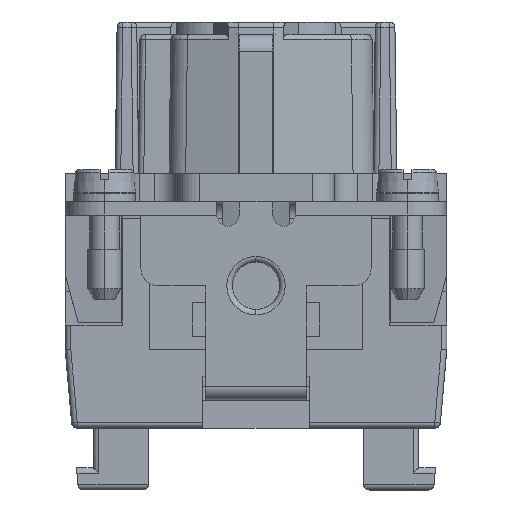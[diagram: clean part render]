
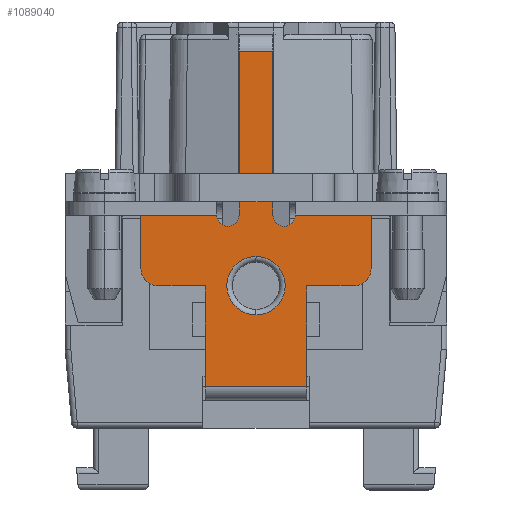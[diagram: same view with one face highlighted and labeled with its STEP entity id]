
A CAD part, left-side view. The second image highlights one B-rep face of the part: STEP entity #1089040.
In plain terms, the highlighted face is planar.
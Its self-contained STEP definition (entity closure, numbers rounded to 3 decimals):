
#46720=CARTESIAN_POINT('',(-21.146,24.176,
-2.4));
#46730=VERTEX_POINT('',#46720);
#46760=CARTESIAN_POINT('',(-21.146,24.176,
20.6));
#46770=DIRECTION('',(0.,0.,-1.));
#46780=VECTOR('',#46770,1.);
#46790=LINE('',#46760,#46780);
#46800=CARTESIAN_POINT('',(-21.146,24.176,
-3.9));
#46810=VERTEX_POINT('',#46800);
#46820=EDGE_CURVE('',#46730,#46810,#46790,.T.);
#47000=CARTESIAN_POINT('',(-21.146,24.176,
-6.9));
#47010=VERTEX_POINT('',#47000);
#47040=CARTESIAN_POINT('',(-21.146,24.176,
-11.4));
#47050=VERTEX_POINT('',#47040);
#47060=EDGE_CURVE('',#47010,#47050,#46790,.T.);
#156750=CARTESIAN_POINT('',(-21.146,33.176,
-11.4));
#156760=VERTEX_POINT('',#156750);
#156790=CARTESIAN_POINT('',(-21.146,33.176,
20.6));
#156800=DIRECTION('',(0.,0.,1.));
#156810=VECTOR('',#156800,1.);
#156820=LINE('',#156790,#156810);
#156830=CARTESIAN_POINT('',(-21.146,33.176,
-6.9));
#156840=VERTEX_POINT('',#156830);
#156850=EDGE_CURVE('',#156760,#156840,#156820,.T.);
#157070=CARTESIAN_POINT('',(-21.146,33.176,
-3.9));
#157080=VERTEX_POINT('',#157070);
#157110=CARTESIAN_POINT('',(-21.146,33.176,
-2.4));
#157120=VERTEX_POINT('',#157110);
#157130=EDGE_CURVE('',#157080,#157120,#156820,.T.);
#1086470=CARTESIAN_POINT('',(-21.146,37.426,
-2.4));
#1086480=VERTEX_POINT('',#1086470);
#1086530=CARTESIAN_POINT('',(-21.146,72.675,
-2.4));
#1086540=DIRECTION('',(0.,-1.,0.));
#1086550=VECTOR('',#1086540,1.);
#1086560=LINE('',#1086530,#1086550);
#1086570=EDGE_CURVE('',#1086480,#157120,#1086560,.T.);
#1086780=CARTESIAN_POINT('',(-21.146,38.926,
-0.9));
#1086790=VERTEX_POINT('',#1086780);
#1086850=CARTESIAN_POINT('',(-21.146,37.426,
-0.9));
#1086860=DIRECTION('',(-1.,0.,0.));
#1086870=DIRECTION('',(0.,1.,0.));
#1086880=AXIS2_PLACEMENT_3D('',#1086850,#1086860,#1086870);
#1086890=CIRCLE('',#1086880,1.5);
#1086900=EDGE_CURVE('',#1086790,#1086480,#1086890,.T.);
#1087090=CARTESIAN_POINT('',(-21.146,38.926,
20.6));
#1087100=DIRECTION('',(0.,0.,-1.))
;
#1087110=VECTOR('',#1087100,1.);
#1087120=LINE('',#1087090,#1087110);
#1087130=CARTESIAN_POINT('',(-21.146,38.926,
3.9));
#1087140=VERTEX_POINT('',#1087130);
#1087150=EDGE_CURVE('',#1087140,#1086790,#1087120,.T.);
#1087840=CARTESIAN_POINT('',(-21.146,29.669,
-7.687));
#1087850=DIRECTION('',(1.,0.,0.));
#1087860=DIRECTION('',(0.,-1.,0.));
#1087870=AXIS2_PLACEMENT_3D('',#1087840,#1087850,#1087860);
#1087880=PLANE('',#1087870);
#1087890=CARTESIAN_POINT('',(-21.146,28.676,
-2.4));
#1087900=DIRECTION('',(1.,0.,0.));
#1087910=DIRECTION('',(0.,-1.,0.));
#1087920=AXIS2_PLACEMENT_3D('',#1087890,#1087900,#1087910);
#1087930=CIRCLE('',#1087920,2.6);
#1087940=CARTESIAN_POINT('',(-21.146,26.076,
-2.4));
#1087950=VERTEX_POINT('',#1087940);
#1087960=CARTESIAN_POINT('',(-21.146,28.676,
-5.));
#1087970=VERTEX_POINT('',#1087960);
#1087980=EDGE_CURVE('',#1087950,#1087970,#1087930,.T.);
#1087990=ORIENTED_EDGE('',*,*,#1087980,.F.);
#1088000=CARTESIAN_POINT('',(-21.146,28.676,
0.2));
#1088010=VERTEX_POINT('',#1088000);
#1088020=EDGE_CURVE('',#1087970,#1088010,#1087930,.T.);
#1088030=ORIENTED_EDGE('',*,*,#1088020,.F.);
#1088040=EDGE_CURVE('',#1088010,#1087950,#1087930,.T.);
#1088050=ORIENTED_EDGE('',*,*,#1088040,.F.);
#1088060=EDGE_LOOP('',(#1088050,#1088030,#1087990));
#1088070=FACE_BOUND('',#1088060,.T.);
#1088080=ORIENTED_EDGE('',*,*,#157130,.T.);
#1088090=EDGE_CURVE('',#156840,#157080,#156820,.T.);
#1088100=ORIENTED_EDGE('',*,*,#1088090,.T.);
#1088110=ORIENTED_EDGE('',*,*,#156850,.T.);
#1088120=CARTESIAN_POINT('',(-21.146,72.675,
-11.4));
#1088130=DIRECTION('',(0.,-1.,0.));
#1088140=VECTOR('',#1088130,1.);
#1088150=LINE('',#1088120,#1088140);
#1088160=EDGE_CURVE('',#156760,#47050,#1088150,.T.);
#1088170=ORIENTED_EDGE('',*,*,#1088160,.F.);
#1088180=ORIENTED_EDGE('',*,*,#47060,.T.);
#1088190=EDGE_CURVE('',#46810,#47010,#46790,.T.);
#1088200=ORIENTED_EDGE('',*,*,#1088190,.T.);
#1088210=ORIENTED_EDGE('',*,*,#46820,.T.);
#1088220=CARTESIAN_POINT('',(-21.146,72.675,
-2.4));
#1088230=DIRECTION('',(0.,-1.,0.));
#1088240=VECTOR('',#1088230,1.);
#1088250=LINE('',#1088220,#1088240);
#1088260=CARTESIAN_POINT('',(-21.146,19.926,
-2.4));
#1088270=VERTEX_POINT('',#1088260);
#1088280=EDGE_CURVE('',#46730,#1088270,#1088250,.T.);
#1088290=ORIENTED_EDGE('',*,*,#1088280,.F.);
#1088300=CARTESIAN_POINT('',(-21.146,19.926,
-0.9));
#1088310=DIRECTION('',(-1.,0.,0.));
#1088320=DIRECTION('',(0.,1.,0.));
#1088330=AXIS2_PLACEMENT_3D('',#1088300,#1088310,#1088320);
#1088340=CIRCLE('',#1088330,1.5);
#1088350=CARTESIAN_POINT('',(-21.146,18.426,
-0.9));
#1088360=VERTEX_POINT('',#1088350);
#1088370=EDGE_CURVE('',#1088270,#1088360,#1088340,.T.);
#1088380=ORIENTED_EDGE('',*,*,#1088370,.F.);
#1088390=CARTESIAN_POINT('',(-21.146,18.426,
20.6));
#1088400=DIRECTION('',(0.,0.,1.));
#1088410=VECTOR('',#1088400,1.);
#1088420=LINE('',#1088390,#1088410);
#1088430=CARTESIAN_POINT('',(-21.146,18.426,
3.9));
#1088440=VERTEX_POINT('',#1088430);
#1088450=EDGE_CURVE('',#1088360,#1088440,#1088420,.T.);
#1088460=ORIENTED_EDGE('',*,*,#1088450,.F.);
#1088470=CARTESIAN_POINT('',(-21.146,72.675,
3.9));
#1088480=DIRECTION('',(0.,1.,0.));
#1088490=VECTOR('',#1088480,1.);
#1088500=LINE('',#1088470,#1088490);
#1088510=CARTESIAN_POINT('',(-21.146,25.176,
3.9));
#1088520=VERTEX_POINT('',#1088510);
#1088530=EDGE_CURVE('',#1088440,#1088520,#1088500,.T.);
#1088540=ORIENTED_EDGE('',*,*,#1088530,.F.);
#1088550=CARTESIAN_POINT('',(-21.146,26.176,
3.9));
#1088560=DIRECTION('',(1.,0.,0.));
#1088570=DIRECTION('',(0.,-1.,0.));
#1088580=AXIS2_PLACEMENT_3D('',#1088550,#1088560,#1088570);
#1088590=CIRCLE('',#1088580,1.);
#1088600=CARTESIAN_POINT('',(-21.146,27.176,
3.9));
#1088610=VERTEX_POINT('',#1088600);
#1088620=EDGE_CURVE('',#1088520,#1088610,#1088590,.T.);
#1088630=ORIENTED_EDGE('',*,*,#1088620,.F.);
#1088640=CARTESIAN_POINT('',(-21.146,27.176,
20.6));
#1088650=DIRECTION('',(0.,0.,1.));
#1088660=VECTOR('',#1088650,1.);
#1088670=LINE('',#1088640,#1088660);
#1088680=CARTESIAN_POINT('',(-21.146,27.176,
18.5));
#1088690=VERTEX_POINT('',#1088680);
#1088700=EDGE_CURVE('',#1088610,#1088690,#1088670,.T.);
#1088710=ORIENTED_EDGE('',*,*,#1088700,.F.);
#1088720=CARTESIAN_POINT('',(-21.146,72.675,
18.5));
#1088730=DIRECTION('',(0.,-1.,0.));
#1088740=VECTOR('',#1088730,1.);
#1088750=LINE('',#1088720,#1088740);
#1088760=CARTESIAN_POINT('',(-21.146,30.176,
18.5));
#1088770=VERTEX_POINT('',#1088760);
#1088780=EDGE_CURVE('',#1088770,#1088690,#1088750,.T.);
#1088790=ORIENTED_EDGE('',*,*,#1088780,.T.);
#1088800=CARTESIAN_POINT('',(-21.146,30.176,
20.6));
#1088810=DIRECTION('',(0.,0.,-1.))
;
#1088820=VECTOR('',#1088810,1.);
#1088830=LINE('',#1088800,#1088820);
#1088840=CARTESIAN_POINT('',(-21.146,30.176,
3.9));
#1088850=VERTEX_POINT('',#1088840);
#1088860=EDGE_CURVE('',#1088770,#1088850,#1088830,.T.);
#1088870=ORIENTED_EDGE('',*,*,#1088860,.F.);
#1088880=CARTESIAN_POINT('',(-21.146,31.176,
3.9));
#1088890=DIRECTION('',(1.,0.,0.));
#1088900=DIRECTION('',(0.,-1.,0.));
#1088910=AXIS2_PLACEMENT_3D('',#1088880,#1088890,#1088900);
#1088920=CIRCLE('',#1088910,1.);
#1088930=CARTESIAN_POINT('',(-21.146,32.176,
3.9));
#1088940=VERTEX_POINT('',#1088930);
#1088950=EDGE_CURVE('',#1088850,#1088940,#1088920,.T.);
#1088960=ORIENTED_EDGE('',*,*,#1088950,.F.);
#1088970=EDGE_CURVE('',#1088940,#1087140,#1088500,.T.);
#1088980=ORIENTED_EDGE('',*,*,#1088970,.F.);
#1088990=ORIENTED_EDGE('',*,*,#1087150,.F.);
#1089000=ORIENTED_EDGE('',*,*,#1086900,.F.);
#1089010=ORIENTED_EDGE('',*,*,#1086570,.F.);
#1089020=EDGE_LOOP('',(#1089010,#1089000,#1088990,#1088980,#1088960,
#1088870,#1088790,#1088710,#1088630,#1088540,#1088460,#1088380,#1088290,
#1088210,#1088200,#1088180,#1088170,#1088110,#1088100,#1088080));
#1089030=FACE_OUTER_BOUND('',#1089020,.T.);
#1089040=ADVANCED_FACE('',(#1088070,#1089030),#1087880,.T.);
